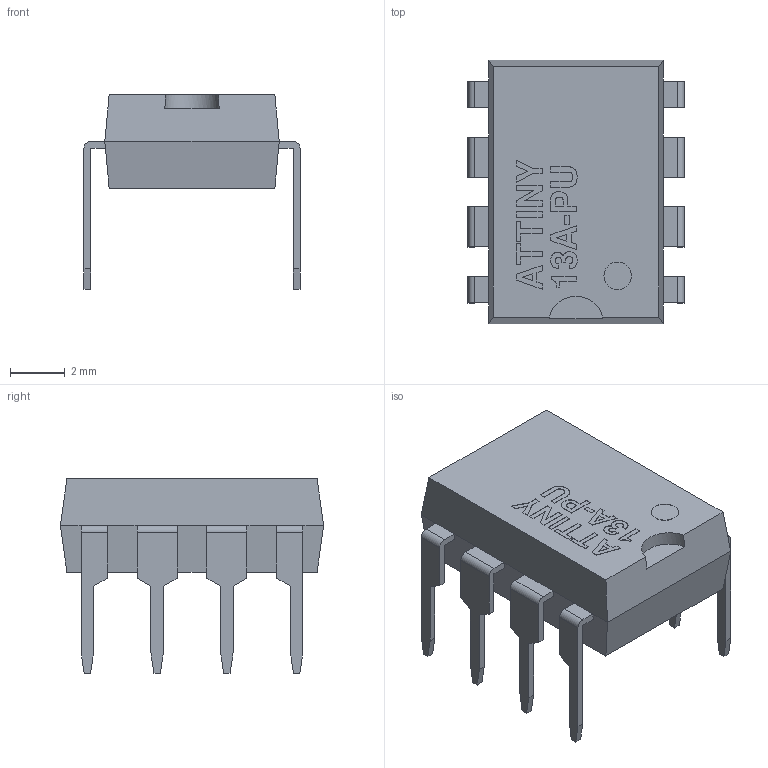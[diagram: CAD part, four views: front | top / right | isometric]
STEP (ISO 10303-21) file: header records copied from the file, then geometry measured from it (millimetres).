
FILE_DESCRIPTION(('FreeCAD Model'),'2;1');
FILE_NAME('ATTINY13A-PU.step','2019-07-08T17:48:16',('Author') ,(''),'Open CASCADE STEP processor 7.3','FreeCAD','Unknown');
FILE_SCHEMA(('AUTOMOTIVE_DESIGN { 1 0 10303 214 1 1 1 1 }'));
Length unit declared in the file: millimetre
Products named in the file (1): ATTINY13A-PU
Bounding box: 7.87 x 9.59 x 7.1 mm (x, y, z)
Volume: 205.3 mm3; surface area: 311.3 mm2
Topology: 1 solids, 1 shells, 269 faces, 733 edges, 482 vertices
Faces by surface type: plane 205, extrusion 46, cylinder 10, bspline 8
Full cylindrical faces by diameter (mm): 1 x1
Entity records: 10320 total; most frequent: CARTESIAN_POINT 1880, ORIENTED_EDGE 1466, DIRECTION 1104, EDGE_CURVE 733, VECTOR 632, LINE 586, VERTEX_POINT 482, FACE_BOUND 285
